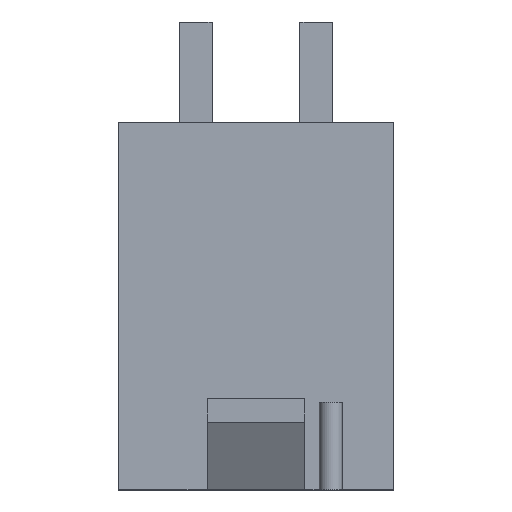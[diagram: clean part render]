
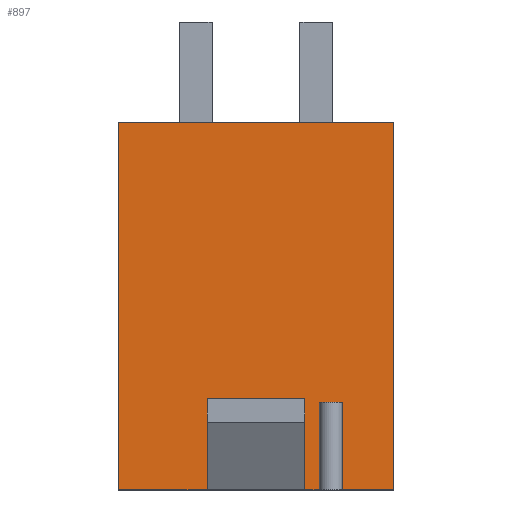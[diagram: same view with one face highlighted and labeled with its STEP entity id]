
A CAD part, top view. The second image highlights one B-rep face of the part: STEP entity #897.
In plain terms, the highlighted planar face has unit normal (0, 0, 1).
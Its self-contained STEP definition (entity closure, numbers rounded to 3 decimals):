
#24=FACE_OUTER_BOUND('',#75,.T.);
#75=EDGE_LOOP('',(#593,#594,#595,#596,#597,#598,#599,#600,#601,#602,#603,
#604));
#132=LINE('',#1252,#257);
#133=LINE('',#1254,#258);
#134=LINE('',#1256,#259);
#135=LINE('',#1258,#260);
#136=LINE('',#1260,#261);
#137=LINE('',#1262,#262);
#138=LINE('',#1264,#263);
#139=LINE('',#1266,#264);
#140=LINE('',#1268,#265);
#141=LINE('',#1270,#266);
#142=LINE('',#1272,#267);
#143=LINE('',#1273,#268);
#257=VECTOR('',#1019,1.);
#258=VECTOR('',#1020,1.);
#259=VECTOR('',#1021,1.);
#260=VECTOR('',#1022,1.);
#261=VECTOR('',#1023,1.);
#262=VECTOR('',#1024,1.);
#263=VECTOR('',#1025,1.);
#264=VECTOR('',#1026,1.);
#265=VECTOR('',#1027,1.);
#266=VECTOR('',#1028,1.);
#267=VECTOR('',#1029,1.);
#268=VECTOR('',#1030,1.);
#382=VERTEX_POINT('',#1250);
#383=VERTEX_POINT('',#1251);
#384=VERTEX_POINT('',#1253);
#385=VERTEX_POINT('',#1255);
#386=VERTEX_POINT('',#1257);
#387=VERTEX_POINT('',#1259);
#388=VERTEX_POINT('',#1261);
#389=VERTEX_POINT('',#1263);
#390=VERTEX_POINT('',#1265);
#391=VERTEX_POINT('',#1267);
#392=VERTEX_POINT('',#1269);
#393=VERTEX_POINT('',#1271);
#466=EDGE_CURVE('',#382,#383,#132,.T.);
#467=EDGE_CURVE('',#382,#384,#133,.T.);
#468=EDGE_CURVE('',#384,#385,#134,.T.);
#469=EDGE_CURVE('',#386,#385,#135,.T.);
#470=EDGE_CURVE('',#387,#386,#136,.T.);
#471=EDGE_CURVE('',#387,#388,#137,.T.);
#472=EDGE_CURVE('',#388,#389,#138,.T.);
#473=EDGE_CURVE('',#389,#390,#139,.T.);
#474=EDGE_CURVE('',#390,#391,#140,.T.);
#475=EDGE_CURVE('',#391,#392,#141,.T.);
#476=EDGE_CURVE('',#392,#393,#142,.T.);
#477=EDGE_CURVE('',#383,#393,#143,.T.);
#593=ORIENTED_EDGE('',*,*,#466,.F.);
#594=ORIENTED_EDGE('',*,*,#467,.T.);
#595=ORIENTED_EDGE('',*,*,#468,.T.);
#596=ORIENTED_EDGE('',*,*,#469,.F.);
#597=ORIENTED_EDGE('',*,*,#470,.F.);
#598=ORIENTED_EDGE('',*,*,#471,.T.);
#599=ORIENTED_EDGE('',*,*,#472,.T.);
#600=ORIENTED_EDGE('',*,*,#473,.T.);
#601=ORIENTED_EDGE('',*,*,#474,.T.);
#602=ORIENTED_EDGE('',*,*,#475,.T.);
#603=ORIENTED_EDGE('',*,*,#476,.T.);
#604=ORIENTED_EDGE('',*,*,#477,.F.);
#847=PLANE('',#962);
#897=ADVANCED_FACE('',(#24),#847,.T.);
#962=AXIS2_PLACEMENT_3D('',#1249,#1017,#1018);
#1017=DIRECTION('center_axis',(0.,0.,1.));
#1018=DIRECTION('ref_axis',(1.,0.,0.));
#1019=DIRECTION('',(0.,1.,0.));
#1020=DIRECTION('',(1.,0.,0.));
#1021=DIRECTION('',(0.,1.,0.));
#1022=DIRECTION('',(-1.,0.,0.));
#1023=DIRECTION('',(0.,1.,0.));
#1024=DIRECTION('',(1.,0.,0.));
#1025=DIRECTION('',(0.,1.,0.));
#1026=DIRECTION('',(1.,0.,0.));
#1027=DIRECTION('',(0.,-1.,0.));
#1028=DIRECTION('',(1.,0.,0.));
#1029=DIRECTION('',(0.,1.,0.));
#1030=DIRECTION('',(1.,0.,0.));
#1249=CARTESIAN_POINT('Origin',(4.8,12.8,2.7));
#1250=CARTESIAN_POINT('',(-4.8,0.,2.7));
#1251=CARTESIAN_POINT('',(-4.8,12.8,2.7));
#1252=CARTESIAN_POINT('',(-4.8,12.8,2.7));
#1253=CARTESIAN_POINT('',(-1.7,0.,2.7));
#1254=CARTESIAN_POINT('',(4.8,0.,2.7));
#1255=CARTESIAN_POINT('',(-1.7,3.05,2.7));
#1256=CARTESIAN_POINT('',(-1.7,0.,2.7));
#1257=CARTESIAN_POINT('',(1.7,3.05,2.7));
#1258=CARTESIAN_POINT('',(1.7,3.05,2.7));
#1259=CARTESIAN_POINT('',(1.7,0.,2.7));
#1260=CARTESIAN_POINT('',(1.7,0.,2.7));
#1261=CARTESIAN_POINT('',(2.2,0.,2.7));
#1262=CARTESIAN_POINT('',(4.8,0.,2.7));
#1263=CARTESIAN_POINT('',(2.2,3.05,2.7));
#1264=CARTESIAN_POINT('',(2.2,3.05,2.7));
#1265=CARTESIAN_POINT('',(3.,3.05,2.7));
#1266=CARTESIAN_POINT('',(2.2,3.05,2.7));
#1267=CARTESIAN_POINT('',(3.,0.,2.7));
#1268=CARTESIAN_POINT('',(3.,3.05,2.7));
#1269=CARTESIAN_POINT('',(4.8,0.,2.7));
#1270=CARTESIAN_POINT('',(4.8,0.,2.7));
#1271=CARTESIAN_POINT('',(4.8,12.8,2.7));
#1272=CARTESIAN_POINT('',(4.8,12.8,2.7));
#1273=CARTESIAN_POINT('',(4.8,12.8,2.7));
